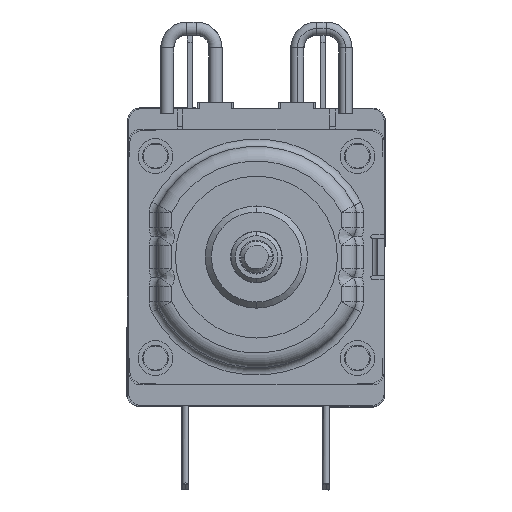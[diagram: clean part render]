
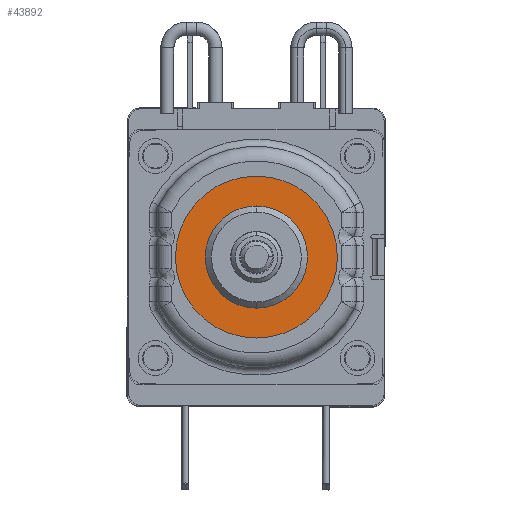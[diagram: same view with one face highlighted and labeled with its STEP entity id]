
A CAD part, front view. The second image highlights one B-rep face of the part: STEP entity #43892.
In plain terms, the highlighted planar face has unit normal (0, -1, 0).
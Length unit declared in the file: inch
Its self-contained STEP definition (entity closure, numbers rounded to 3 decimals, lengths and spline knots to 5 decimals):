
#18170=CARTESIAN_POINT('',(0.,-0.507,0.));
#18171=DIRECTION('',(0.,-1.,0.));
#18172=DIRECTION('',(0.,0.,-1.));
#18173=AXIS2_PLACEMENT_3D('',#18170,#18171,#18172);
#18193=CARTESIAN_POINT('',(0.,-0.507,0.));
#18194=DIRECTION('',(0.,-1.,0.));
#18195=DIRECTION('',(0.,0.,-1.));
#18196=AXIS2_PLACEMENT_3D('',#18193,#18194,#18195);
#20230=CARTESIAN_POINT('',(0.,-0.507,0.));
#20231=DIRECTION('',(0.,1.,0.));
#20232=DIRECTION('',(0.,0.,-1.));
#20233=AXIS2_PLACEMENT_3D('',#20230,#20231,#20232);
#20245=CARTESIAN_POINT('',(0.,-0.507,0.));
#20246=DIRECTION('',(0.,-1.,0.));
#20247=DIRECTION('',(0.,0.,1.));
#20248=AXIS2_PLACEMENT_3D('',#20245,#20246,#20247);
#26865=CARTESIAN_POINT('',(0.,-0.507,-0.124));
#26866=CARTESIAN_POINT('',(0.,-0.507,0.124));
#26867=VERTEX_POINT('',#26865);
#26868=VERTEX_POINT('',#26866);
#27025=CARTESIAN_POINT('',(0.,-0.507,-0.198));
#27026=CARTESIAN_POINT('',(0.,-0.507,0.198));
#27027=VERTEX_POINT('',#27025);
#27028=VERTEX_POINT('',#27026);
#43876=CARTESIAN_POINT('',(0.,-0.507,0.));
#43877=DIRECTION('',(0.,-1.,0.));
#43878=DIRECTION('',(0.,0.,-1.));
#43879=AXIS2_PLACEMENT_3D('',#43876,#43877,#43878);
#43880=PLANE('',#43879);
#43881=ORIENTED_EDGE('',*,*,#43866,.F.);
#43883=ORIENTED_EDGE('',*,*,#43882,.F.);
#43884=EDGE_LOOP('',(#43881,#43883));
#43885=FACE_OUTER_BOUND('',#43884,.F.);
#43887=ORIENTED_EDGE('',*,*,#43886,.T.);
#43889=ORIENTED_EDGE('',*,*,#43888,.F.);
#43890=EDGE_LOOP('',(#43887,#43889));
#43891=FACE_BOUND('',#43890,.F.);
#18174=CIRCLE('',#18173,0.198);
#18197=CIRCLE('',#18196,0.124);
#20234=CIRCLE('',#20233,0.124);
#20249=CIRCLE('',#20248,0.198);
#43866=EDGE_CURVE('',#27027,#27028,#18174,.T.);
#43882=EDGE_CURVE('',#27028,#27027,#20249,.T.);
#43886=EDGE_CURVE('',#26867,#26868,#18197,.T.);
#43888=EDGE_CURVE('',#26867,#26868,#20234,.T.);
#43892=ADVANCED_FACE('',(#43885,#43891),#43880,.T.);
